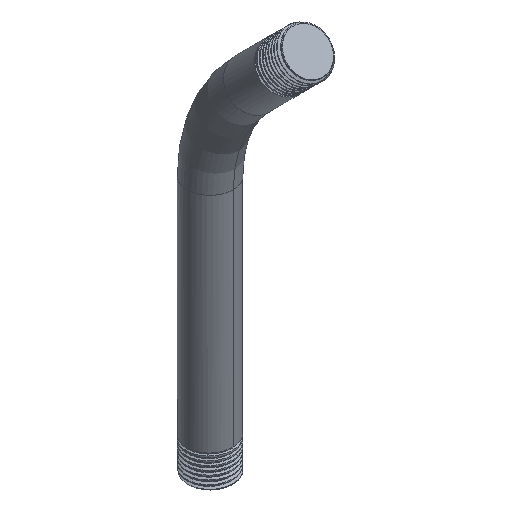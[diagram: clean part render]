
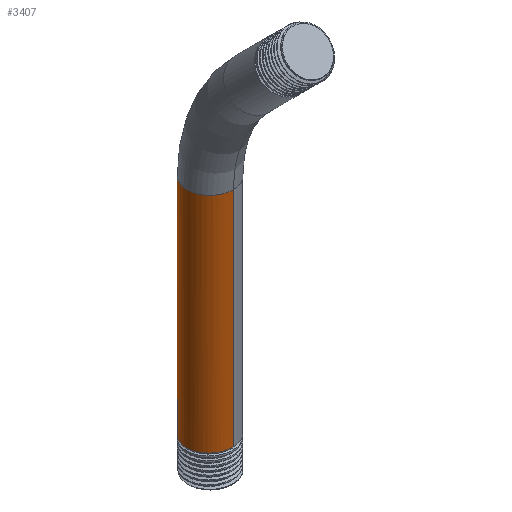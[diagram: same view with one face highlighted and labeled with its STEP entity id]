
A CAD part, isometric view. The second image highlights one B-rep face of the part: STEP entity #3407.
In plain terms, the highlighted cylindrical face has radius 10.319 mm (diameter 20.637 mm), a partial arc.
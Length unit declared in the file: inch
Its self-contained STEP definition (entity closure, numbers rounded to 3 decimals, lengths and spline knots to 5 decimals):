
#530=DIRECTION('',(0.,0.,1.));
#531=VECTOR('',#530,3.90175);
#532=CARTESIAN_POINT('',(0.,-0.40625,0.59825));
#533=LINE('',#532,#531);
#828=DIRECTION('',(0.,0.,1.));
#829=VECTOR('',#828,3.93692);
#830=CARTESIAN_POINT('',(0.,0.40625,0.56308));
#831=LINE('',#830,#829);
#832=CARTESIAN_POINT('',(0.,0.40625,0.56308));
#833=CARTESIAN_POINT('',(-0.02818,0.40625,0.56386));
#834=CARTESIAN_POINT('',(-0.08482,0.4004,
0.56542));
#835=CARTESIAN_POINT('',(-0.16764,0.37345,
0.5678));
#836=CARTESIAN_POINT('',(-0.24187,0.32998,
0.57016));
#837=CARTESIAN_POINT('',(-0.30374,0.27415,
0.57244));
#838=CARTESIAN_POINT('',(-0.35487,0.2041,
0.57482));
#839=CARTESIAN_POINT('',(-0.39023,0.12378,
0.57722));
#840=CARTESIAN_POINT('',(-0.40739,0.03842,
0.57961));
#841=CARTESIAN_POINT('',(-0.4066,-0.0452,
0.5819));
#842=CARTESIAN_POINT('',(-0.38861,-0.12846,
0.58424));
#843=CARTESIAN_POINT('',(-0.35274,-0.20764,
0.58662));
#844=CARTESIAN_POINT('',(-0.30155,-0.27659,
0.58897));
#845=CARTESIAN_POINT('',(-0.23849,-0.33242,
0.59128));
#846=CARTESIAN_POINT('',(-0.16531,-0.3743,
0.59359));
#847=CARTESIAN_POINT('',(-0.0843,-0.40042,
0.59592));
#848=CARTESIAN_POINT('',(-0.0281,-0.40625,0.59747));
#849=CARTESIAN_POINT('',(0.,-0.40625,0.59825));
#1323=CARTESIAN_POINT('',(0.,0.,4.5));
#1324=DIRECTION('',(0.,0.,1.));
#1325=DIRECTION('',(0.,1.,0.));
#1326=AXIS2_PLACEMENT_3D('',#1323,#1324,#1325);
#2711=CARTESIAN_POINT('',(0.,-0.40625,4.5));
#2712=CARTESIAN_POINT('',(0.,0.40625,4.5));
#2713=VERTEX_POINT('',#2711);
#2714=VERTEX_POINT('',#2712);
#2747=CARTESIAN_POINT('',(0.,0.40625,0.56308));
#2748=VERTEX_POINT('',#2747);
#2771=CARTESIAN_POINT('',(0.,-0.40625,0.59825));
#2772=VERTEX_POINT('',#2771);
#3394=CARTESIAN_POINT('',(0.,0.,0.));
#3395=DIRECTION('',(0.,0.,1.));
#3396=DIRECTION('',(0.,-1.,0.));
#3397=AXIS2_PLACEMENT_3D('',#3394,#3395,#3396);
#3398=CYLINDRICAL_SURFACE('',#3397,0.40625);
#3399=ORIENTED_EDGE('',*,*,#3274,.T.);
#3401=ORIENTED_EDGE('',*,*,#3400,.T.);
#3402=ORIENTED_EDGE('',*,*,#3290,.F.);
#3404=ORIENTED_EDGE('',*,*,#3403,.F.);
#3405=EDGE_LOOP('',(#3399,#3401,#3402,#3404));
#3406=FACE_OUTER_BOUND('',#3405,.F.);
#3407=ADVANCED_FACE('',(#3406),#3398,.T.);
#850=B_SPLINE_CURVE_WITH_KNOTS('',3,(#832,#833,#834,#835,#836,#837,#838,#839,
#840,#841,#842,#843,#844,#845,#846,#847,#848,#849),.UNSPECIFIED.,.F.,.F.,(4,1,1,
1,1,1,1,1,1,1,1,1,1,1,1,4),(0.,0.06667,0.13333,0.2,
0.26667,0.33333,0.4,0.46667,0.53333,
0.6,0.66667,0.73333,0.8,0.86667,
0.93333,1.),.UNSPECIFIED.);
#1327=CIRCLE('',#1326,0.40625);
#3274=EDGE_CURVE('',#2748,#2714,#831,.T.);
#3290=EDGE_CURVE('',#2772,#2713,#533,.T.);
#3400=EDGE_CURVE('',#2714,#2713,#1327,.T.);
#3403=EDGE_CURVE('',#2748,#2772,#850,.T.);
